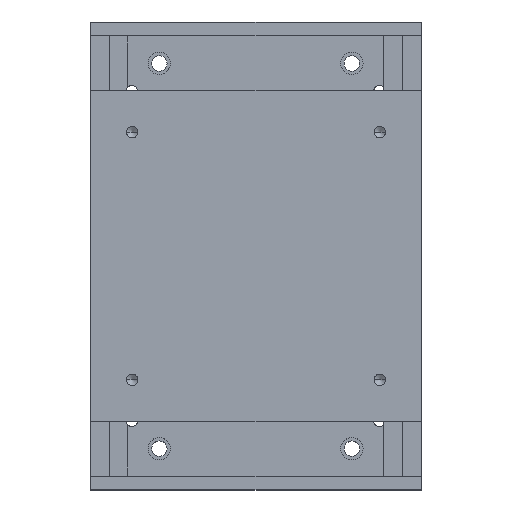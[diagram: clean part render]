
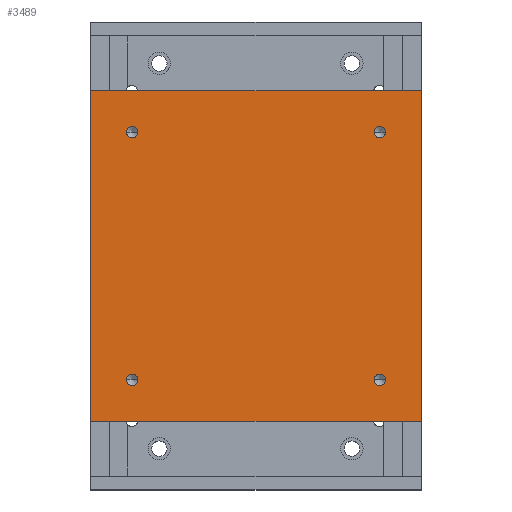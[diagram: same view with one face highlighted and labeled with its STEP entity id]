
A CAD part, top view. The second image highlights one B-rep face of the part: STEP entity #3489.
In plain terms, the highlighted planar face has unit normal (0, 0, 1).
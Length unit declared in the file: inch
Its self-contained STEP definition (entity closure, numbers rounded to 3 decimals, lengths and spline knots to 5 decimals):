
#2478=CARTESIAN_POINT('',(-2.1465,-2.25,0.56884));
#2479=VERTEX_POINT('',#2478);
#2495=CARTESIAN_POINT('',(-2.3535,-2.25,0.56884));
#2496=VERTEX_POINT('',#2495);
#2503=CARTESIAN_POINT('',(-2.25,-2.25,0.56884));
#2504=DIRECTION('',(0.0,0.0,-1.0));
#2505=DIRECTION('',(1.0,0.0,0.0));
#2506=AXIS2_PLACEMENT_3D('',#2503,#2504,#2505);
#2507=CIRCLE('',#2506,0.1035);
#2508=EDGE_CURVE('',#2479,#2496,#2507,.T.);
#2591=CARTESIAN_POINT('',(2.3535,-2.25,0.56884));
#2592=VERTEX_POINT('',#2591);
#2608=CARTESIAN_POINT('',(2.1465,-2.25,0.56884));
#2609=VERTEX_POINT('',#2608);
#2616=CARTESIAN_POINT('',(2.25,-2.25,0.56884));
#2617=DIRECTION('',(0.0,0.0,-1.0));
#2618=DIRECTION('',(1.0,0.0,0.0));
#2619=AXIS2_PLACEMENT_3D('',#2616,#2617,#2618);
#2620=CIRCLE('',#2619,0.1035);
#2621=EDGE_CURVE('',#2592,#2609,#2620,.T.);
#2704=CARTESIAN_POINT('',(-2.1465,2.25,0.56884));
#2705=VERTEX_POINT('',#2704);
#2721=CARTESIAN_POINT('',(-2.3535,2.25,0.56884));
#2722=VERTEX_POINT('',#2721);
#2729=CARTESIAN_POINT('',(-2.25,2.25,0.56884));
#2730=DIRECTION('',(0.0,0.0,-1.0));
#2731=DIRECTION('',(1.0,0.0,0.0));
#2732=AXIS2_PLACEMENT_3D('',#2729,#2730,#2731);
#2733=CIRCLE('',#2732,0.1035);
#2734=EDGE_CURVE('',#2705,#2722,#2733,.T.);
#2817=CARTESIAN_POINT('',(2.3535,2.25,0.56884));
#2818=VERTEX_POINT('',#2817);
#2834=CARTESIAN_POINT('',(2.1465,2.25,0.56884));
#2835=VERTEX_POINT('',#2834);
#2842=CARTESIAN_POINT('',(2.25,2.25,0.56884));
#2843=DIRECTION('',(0.0,0.0,-1.0));
#2844=DIRECTION('',(1.0,0.0,0.0));
#2845=AXIS2_PLACEMENT_3D('',#2842,#2843,#2844);
#2846=CIRCLE('',#2845,0.1035);
#2847=EDGE_CURVE('',#2818,#2835,#2846,.T.);
#2961=CARTESIAN_POINT('',(2.25,2.25,0.56884));
#2962=DIRECTION('',(0.0,0.0,-1.0));
#2963=DIRECTION('',(1.0,0.0,0.0));
#2964=AXIS2_PLACEMENT_3D('',#2961,#2962,#2963);
#2965=CIRCLE('',#2964,0.1035);
#2966=EDGE_CURVE('',#2835,#2818,#2965,.T.);
#3032=CARTESIAN_POINT('',(-2.25,2.25,0.56884));
#3033=DIRECTION('',(0.0,0.0,-1.0));
#3034=DIRECTION('',(1.0,0.0,0.0));
#3035=AXIS2_PLACEMENT_3D('',#3032,#3033,#3034);
#3036=CIRCLE('',#3035,0.1035);
#3037=EDGE_CURVE('',#2722,#2705,#3036,.T.);
#3103=CARTESIAN_POINT('',(2.25,-2.25,0.56884));
#3104=DIRECTION('',(0.0,0.0,-1.0));
#3105=DIRECTION('',(1.0,0.0,0.0));
#3106=AXIS2_PLACEMENT_3D('',#3103,#3104,#3105);
#3107=CIRCLE('',#3106,0.1035);
#3108=EDGE_CURVE('',#2609,#2592,#3107,.T.);
#3174=CARTESIAN_POINT('',(-2.25,-2.25,0.56884));
#3175=DIRECTION('',(0.0,0.0,-1.0));
#3176=DIRECTION('',(1.0,0.0,0.0));
#3177=AXIS2_PLACEMENT_3D('',#3174,#3175,#3176);
#3178=CIRCLE('',#3177,0.1035);
#3179=EDGE_CURVE('',#2496,#2479,#3178,.T.);
#3417=CARTESIAN_POINT('',(3.,3.0,0.56884));
#3418=VERTEX_POINT('',#3417);
#3425=CARTESIAN_POINT('',(3.,-3.0,0.56884));
#3426=VERTEX_POINT('',#3425);
#3427=CARTESIAN_POINT('',(3.,-3.0,0.56884));
#3428=DIRECTION('',(0.0,1.0,0.0));
#3429=VECTOR('',#3428,6.0);
#3430=LINE('',#3427,#3429);
#3431=EDGE_CURVE('',#3426,#3418,#3430,.T.);
#3443=CARTESIAN_POINT('',(3.,-3.0,0.56884));
#3444=DIRECTION('',(0.0,0.0,1.0));
#3445=DIRECTION('',(1.0,0.0,0.0));
#3446=AXIS2_PLACEMENT_3D('',#3443,#3444,#3445);
#3447=PLANE('',#3446);
#3448=CARTESIAN_POINT('',(-3.,3.0,0.56884));
#3449=VERTEX_POINT('',#3448);
#3450=CARTESIAN_POINT('',(3.,3.0,0.56884));
#3451=DIRECTION('',(-1.0,0.0,0.0));
#3452=VECTOR('',#3451,6.);
#3453=LINE('',#3450,#3452);
#3454=EDGE_CURVE('',#3418,#3449,#3453,.T.);
#3455=ORIENTED_EDGE('',*,*,#3454,.T.);
#3456=CARTESIAN_POINT('',(-3.,-3.0,0.56884));
#3457=VERTEX_POINT('',#3456);
#3458=CARTESIAN_POINT('',(-3.,-3.0,0.56884));
#3459=DIRECTION('',(0.0,1.0,0.0));
#3460=VECTOR('',#3459,6.0);
#3461=LINE('',#3458,#3460);
#3462=EDGE_CURVE('',#3457,#3449,#3461,.T.);
#3463=ORIENTED_EDGE('',*,*,#3462,.F.);
#3464=CARTESIAN_POINT('',(3.,-3.0,0.56884));
#3465=DIRECTION('',(-1.0,0.0,0.0));
#3466=VECTOR('',#3465,6.);
#3467=LINE('',#3464,#3466);
#3468=EDGE_CURVE('',#3426,#3457,#3467,.T.);
#3469=ORIENTED_EDGE('',*,*,#3468,.F.);
#3470=ORIENTED_EDGE('',*,*,#3431,.T.);
#3471=EDGE_LOOP('',(#3455,#3463,#3469,#3470));
#3472=FACE_OUTER_BOUND('',#3471,.T.);
#3473=ORIENTED_EDGE('',*,*,#2847,.T.);
#3474=ORIENTED_EDGE('',*,*,#2966,.T.);
#3475=EDGE_LOOP('',(#3473,#3474));
#3476=FACE_BOUND('',#3475,.T.);
#3477=ORIENTED_EDGE('',*,*,#2734,.T.);
#3478=ORIENTED_EDGE('',*,*,#3037,.T.);
#3479=EDGE_LOOP('',(#3477,#3478));
#3480=FACE_BOUND('',#3479,.T.);
#3481=ORIENTED_EDGE('',*,*,#2621,.T.);
#3482=ORIENTED_EDGE('',*,*,#3108,.T.);
#3483=EDGE_LOOP('',(#3481,#3482));
#3484=FACE_BOUND('',#3483,.T.);
#3485=ORIENTED_EDGE('',*,*,#2508,.T.);
#3486=ORIENTED_EDGE('',*,*,#3179,.T.);
#3487=EDGE_LOOP('',(#3485,#3486));
#3488=FACE_BOUND('',#3487,.T.);
#3489=ADVANCED_FACE('',(#3472,#3476,#3480,#3484,#3488),#3447,.T.);
